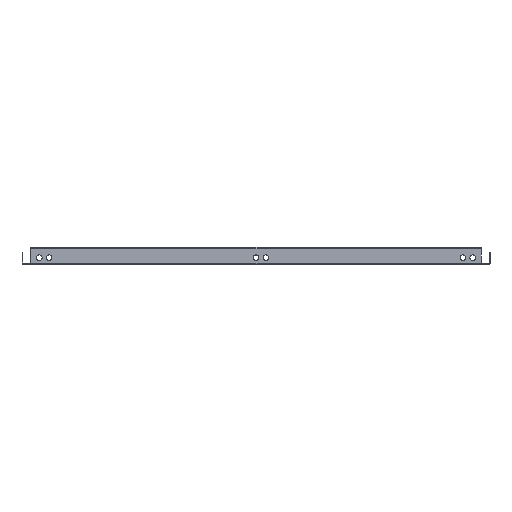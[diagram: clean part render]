
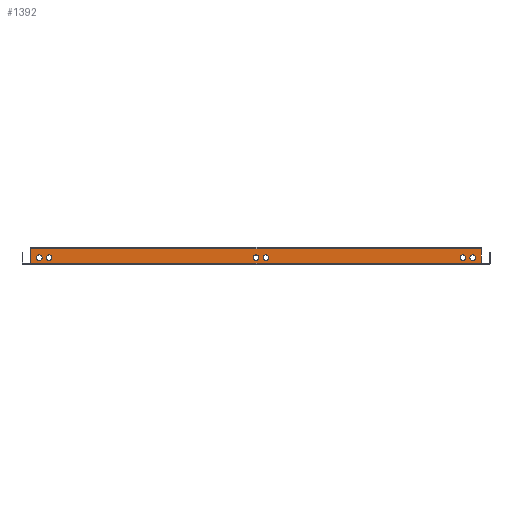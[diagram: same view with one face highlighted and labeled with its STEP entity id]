
A CAD part, left-side view. The second image highlights one B-rep face of the part: STEP entity #1392.
In plain terms, the highlighted planar face has unit normal (-1, 0, 0).
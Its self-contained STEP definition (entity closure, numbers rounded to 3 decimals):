
#31 = VERTEX_POINT ( 'NONE', #634 ) ;
#67 = ORIENTED_EDGE ( 'NONE', *, *, #1162, .T. ) ;
#77 = DIRECTION ( 'NONE',  ( 0., 0., 1. ) ) ;
#108 = CIRCLE ( 'NONE', #5008, 3.45 ) ;
#114 = DIRECTION ( 'NONE',  ( 1., 0., 0. ) ) ;
#184 = ORIENTED_EDGE ( 'NONE', *, *, #3564, .T. ) ;
#209 = AXIS2_PLACEMENT_3D ( 'NONE', #1741, #464, #2964 ) ;
#251 = VERTEX_POINT ( 'NONE', #4159 ) ;
#252 = EDGE_CURVE ( 'NONE', #251, #5089, #5457, .T. ) ;
#282 = DIRECTION ( 'NONE',  ( 0., 0., -1. ) ) ;
#290 = CARTESIAN_POINT ( 'NONE',  ( -253.2, -12.5, 11.25 ) ) ;
#316 = CARTESIAN_POINT ( 'NONE',  ( -253.2, 0., 7.8 ) ) ;
#317 = VERTEX_POINT ( 'NONE', #4433 ) ;
#363 = DIRECTION ( 'NONE',  ( 1., 0., 0. ) ) ;
#393 = AXIS2_PLACEMENT_3D ( 'NONE', #791, #1346, #77 ) ;
#411 = DIRECTION ( 'NONE',  ( 1., 0., 0. ) ) ;
#424 = CIRCLE ( 'NONE', #1331, 3.45 ) ;
#462 = CARTESIAN_POINT ( 'NONE',  ( -253.2, -12.5, 7.8 ) ) ;
#464 = DIRECTION ( 'NONE',  ( 1., 0., 0. ) ) ;
#566 = EDGE_CURVE ( 'NONE', #317, #6456, #1177, .T. ) ;
#592 = AXIS2_PLACEMENT_3D ( 'NONE', #1316, #4975, #5583 ) ;
#634 = CARTESIAN_POINT ( 'NONE',  ( -253.2, -285.8, 18.8 ) ) ;
#637 = EDGE_CURVE ( 'NONE', #7741, #5109, #1087, .T. ) ;
#691 = CIRCLE ( 'NONE', #3695, 3.45 ) ;
#696 = DIRECTION ( 'NONE',  ( 0., 0., -1. ) ) ;
#791 = CARTESIAN_POINT ( 'NONE',  ( -253.2, 0., 0. ) ) ;
#838 = CARTESIAN_POINT ( 'NONE',  ( -253.2, 275., 4.35 ) ) ;
#876 = VECTOR ( 'NONE', #1691, 1000. ) ;
#945 = DIRECTION ( 'NONE',  ( 0., 0., -1. ) ) ;
#966 = VERTEX_POINT ( 'NONE', #4998 ) ;
#986 = EDGE_CURVE ( 'NONE', #7523, #2533, #4096, .T. ) ;
#1002 = DIRECTION ( 'NONE',  ( 1., 0., 0. ) ) ;
#1013 = DIRECTION ( 'NONE',  ( 0., 0., 1. ) ) ;
#1054 = EDGE_CURVE ( 'NONE', #5920, #3853, #108, .T. ) ;
#1087 = LINE ( 'NONE', #6831, #7345 ) ;
#1162 = EDGE_CURVE ( 'NONE', #5109, #5192, #6558, .T. ) ;
#1177 = CIRCLE ( 'NONE', #2073, 3.45 ) ;
#1224 = ORIENTED_EDGE ( 'NONE', *, *, #1642, .T. ) ;
#1267 = CIRCLE ( 'NONE', #3773, 3.45 ) ;
#1303 = EDGE_CURVE ( 'NONE', #5802, #1911, #4761, .T. ) ;
#1316 = CARTESIAN_POINT ( 'NONE',  ( -253.2, -12.5, 7.8 ) ) ;
#1331 = AXIS2_PLACEMENT_3D ( 'NONE', #316, #1002, #3450 ) ;
#1346 = DIRECTION ( 'NONE',  ( -1., 0., 0. ) ) ;
#1392 = ADVANCED_FACE ( 'NONE', ( #3065, #4572, #1828, #1445, #4851, #7691, #5898 ), #2515, .T. ) ;
#1445 = FACE_BOUND ( 'NONE', #4248, .T. ) ;
#1450 = DIRECTION ( 'NONE',  ( 1., 0., 0. ) ) ;
#1492 = LINE ( 'NONE', #3520, #6504 ) ;
#1494 = ORIENTED_EDGE ( 'NONE', *, *, #5310, .T. ) ;
#1563 = CARTESIAN_POINT ( 'NONE',  ( -253.2, -275., 7.8 ) ) ;
#1586 = EDGE_LOOP ( 'NONE', ( #184, #4613 ) ) ;
#1642 = EDGE_CURVE ( 'NONE', #966, #5384, #5990, .T. ) ;
#1691 = DIRECTION ( 'NONE',  ( 0., -1., 0. ) ) ;
#1741 = CARTESIAN_POINT ( 'NONE',  ( -253.2, 262.5, 7.8 ) ) ;
#1750 = CARTESIAN_POINT ( 'NONE',  ( -253.2, -275., 11.25 ) ) ;
#1776 = DIRECTION ( 'NONE',  ( 1., 0., 0. ) ) ;
#1828 = FACE_BOUND ( 'NONE', #3677, .T. ) ;
#1911 = VERTEX_POINT ( 'NONE', #3724 ) ;
#2026 = CARTESIAN_POINT ( 'NONE',  ( -253.2, 285.8, 1. ) ) ;
#2073 = AXIS2_PLACEMENT_3D ( 'NONE', #5286, #5202, #6490 ) ;
#2250 = CARTESIAN_POINT ( 'NONE',  ( -253.2, 0., 1. ) ) ;
#2336 = CARTESIAN_POINT ( 'NONE',  ( -253.2, -285.8, 0. ) ) ;
#2347 = AXIS2_PLACEMENT_3D ( 'NONE', #4934, #114, #4353 ) ;
#2515 = PLANE ( 'NONE',  #393 ) ;
#2533 = VERTEX_POINT ( 'NONE', #7307 ) ;
#2725 = ORIENTED_EDGE ( 'NONE', *, *, #5943, .T. ) ;
#2746 = CARTESIAN_POINT ( 'NONE',  ( -253.2, 0., 4.35 ) ) ;
#2822 = CARTESIAN_POINT ( 'NONE',  ( -253.2, 275., 7.8 ) ) ;
#2883 = CARTESIAN_POINT ( 'NONE',  ( -253.2, 275., 11.25 ) ) ;
#2964 = DIRECTION ( 'NONE',  ( 0., 0., -1. ) ) ;
#3065 = FACE_BOUND ( 'NONE', #4704, .T. ) ;
#3081 = CIRCLE ( 'NONE', #4733, 3.45 ) ;
#3123 = DIRECTION ( 'NONE',  ( 1., 0., 0. ) ) ;
#3232 = ORIENTED_EDGE ( 'NONE', *, *, #252, .T. ) ;
#3413 = DIRECTION ( 'NONE',  ( 0., 0., -1. ) ) ;
#3448 = ORIENTED_EDGE ( 'NONE', *, *, #566, .T. ) ;
#3450 = DIRECTION ( 'NONE',  ( 0., 0., -1. ) ) ;
#3520 = CARTESIAN_POINT ( 'NONE',  ( -253.2, 0., 18.8 ) ) ;
#3558 = CARTESIAN_POINT ( 'NONE',  ( -253.2, 262.5, 11.25 ) ) ;
#3564 = EDGE_CURVE ( 'NONE', #2533, #7523, #7832, .T. ) ;
#3578 = ORIENTED_EDGE ( 'NONE', *, *, #1054, .T. ) ;
#3677 = EDGE_LOOP ( 'NONE', ( #6259, #3578 ) ) ;
#3695 = AXIS2_PLACEMENT_3D ( 'NONE', #462, #4622, #4597 ) ;
#3724 = CARTESIAN_POINT ( 'NONE',  ( -253.2, 0., 11.25 ) ) ;
#3773 = AXIS2_PLACEMENT_3D ( 'NONE', #5179, #1450, #282 ) ;
#3782 = DIRECTION ( 'NONE',  ( 0., 0., -1. ) ) ;
#3853 = VERTEX_POINT ( 'NONE', #838 ) ;
#3921 = ORIENTED_EDGE ( 'NONE', *, *, #5864, .T. ) ;
#3950 = CIRCLE ( 'NONE', #2347, 3.45 ) ;
#4000 = EDGE_LOOP ( 'NONE', ( #7375, #67, #6747, #5962 ) ) ;
#4096 = CIRCLE ( 'NONE', #5928, 3.45 ) ;
#4159 = CARTESIAN_POINT ( 'NONE',  ( -253.2, -12.5, 4.35 ) ) ;
#4176 = EDGE_CURVE ( 'NONE', #31, #7741, #1492, .T. ) ;
#4248 = EDGE_LOOP ( 'NONE', ( #5530, #3448 ) ) ;
#4353 = DIRECTION ( 'NONE',  ( 0., 0., -1. ) ) ;
#4358 = EDGE_LOOP ( 'NONE', ( #1224, #3921 ) ) ;
#4368 = ORIENTED_EDGE ( 'NONE', *, *, #1303, .T. ) ;
#4405 = EDGE_CURVE ( 'NONE', #3853, #5920, #3950, .T. ) ;
#4433 = CARTESIAN_POINT ( 'NONE',  ( -253.2, -262.5, 11.25 ) ) ;
#4572 = FACE_BOUND ( 'NONE', #4920, .T. ) ;
#4597 = DIRECTION ( 'NONE',  ( 0., 0., -1. ) ) ;
#4613 = ORIENTED_EDGE ( 'NONE', *, *, #986, .T. ) ;
#4622 = DIRECTION ( 'NONE',  ( 1., 0., 0. ) ) ;
#4645 = DIRECTION ( 'NONE',  ( 0., 0., -1. ) ) ;
#4704 = EDGE_LOOP ( 'NONE', ( #4368, #1494 ) ) ;
#4707 = AXIS2_PLACEMENT_3D ( 'NONE', #7269, #1776, #6661 ) ;
#4733 = AXIS2_PLACEMENT_3D ( 'NONE', #5209, #6495, #4645 ) ;
#4761 = CIRCLE ( 'NONE', #4707, 3.45 ) ;
#4787 = EDGE_CURVE ( 'NONE', #5192, #31, #6969, .T. ) ;
#4789 = VECTOR ( 'NONE', #1013, 1000. ) ;
#4851 = FACE_BOUND ( 'NONE', #1586, .T. ) ;
#4894 = CARTESIAN_POINT ( 'NONE',  ( -253.2, 285.8, 18.8 ) ) ;
#4920 = EDGE_LOOP ( 'NONE', ( #3232, #2725 ) ) ;
#4934 = CARTESIAN_POINT ( 'NONE',  ( -253.2, 275., 7.8 ) ) ;
#4975 = DIRECTION ( 'NONE',  ( 1., 0., 0. ) ) ;
#4998 = CARTESIAN_POINT ( 'NONE',  ( -253.2, -275., 4.35 ) ) ;
#5008 = AXIS2_PLACEMENT_3D ( 'NONE', #2822, #411, #3413 ) ;
#5089 = VERTEX_POINT ( 'NONE', #290 ) ;
#5109 = VERTEX_POINT ( 'NONE', #2026 ) ;
#5179 = CARTESIAN_POINT ( 'NONE',  ( -253.2, -262.5, 7.8 ) ) ;
#5192 = VERTEX_POINT ( 'NONE', #5676 ) ;
#5202 = DIRECTION ( 'NONE',  ( 1., 0., 0. ) ) ;
#5209 = CARTESIAN_POINT ( 'NONE',  ( -253.2, -275., 7.8 ) ) ;
#5286 = CARTESIAN_POINT ( 'NONE',  ( -253.2, -262.5, 7.8 ) ) ;
#5310 = EDGE_CURVE ( 'NONE', #1911, #5802, #424, .T. ) ;
#5384 = VERTEX_POINT ( 'NONE', #1750 ) ;
#5457 = CIRCLE ( 'NONE', #592, 3.45 ) ;
#5530 = ORIENTED_EDGE ( 'NONE', *, *, #5757, .T. ) ;
#5583 = DIRECTION ( 'NONE',  ( 0., 0., -1. ) ) ;
#5676 = CARTESIAN_POINT ( 'NONE',  ( -253.2, -285.8, 1. ) ) ;
#5757 = EDGE_CURVE ( 'NONE', #6456, #317, #1267, .T. ) ;
#5802 = VERTEX_POINT ( 'NONE', #2746 ) ;
#5829 = DIRECTION ( 'NONE',  ( 0., 1., 0. ) ) ;
#5864 = EDGE_CURVE ( 'NONE', #5384, #966, #3081, .T. ) ;
#5898 = FACE_OUTER_BOUND ( 'NONE', #4000, .T. ) ;
#5920 = VERTEX_POINT ( 'NONE', #2883 ) ;
#5928 = AXIS2_PLACEMENT_3D ( 'NONE', #6791, #3123, #3782 ) ;
#5943 = EDGE_CURVE ( 'NONE', #5089, #251, #691, .T. ) ;
#5962 = ORIENTED_EDGE ( 'NONE', *, *, #4176, .T. ) ;
#5990 = CIRCLE ( 'NONE', #7144, 3.45 ) ;
#6259 = ORIENTED_EDGE ( 'NONE', *, *, #4405, .T. ) ;
#6456 = VERTEX_POINT ( 'NONE', #6517 ) ;
#6490 = DIRECTION ( 'NONE',  ( 0., 0., -1. ) ) ;
#6495 = DIRECTION ( 'NONE',  ( 1., 0., 0. ) ) ;
#6504 = VECTOR ( 'NONE', #5829, 1000. ) ;
#6517 = CARTESIAN_POINT ( 'NONE',  ( -253.2, -262.5, 4.35 ) ) ;
#6558 = LINE ( 'NONE', #2250, #876 ) ;
#6661 = DIRECTION ( 'NONE',  ( 0., 0., -1. ) ) ;
#6747 = ORIENTED_EDGE ( 'NONE', *, *, #4787, .T. ) ;
#6791 = CARTESIAN_POINT ( 'NONE',  ( -253.2, 262.5, 7.8 ) ) ;
#6831 = CARTESIAN_POINT ( 'NONE',  ( -253.2, 285.8, 0. ) ) ;
#6969 = LINE ( 'NONE', #2336, #4789 ) ;
#7144 = AXIS2_PLACEMENT_3D ( 'NONE', #1563, #363, #945 ) ;
#7269 = CARTESIAN_POINT ( 'NONE',  ( -253.2, 0., 7.8 ) ) ;
#7307 = CARTESIAN_POINT ( 'NONE',  ( -253.2, 262.5, 4.35 ) ) ;
#7345 = VECTOR ( 'NONE', #696, 1000. ) ;
#7375 = ORIENTED_EDGE ( 'NONE', *, *, #637, .T. ) ;
#7523 = VERTEX_POINT ( 'NONE', #3558 ) ;
#7691 = FACE_BOUND ( 'NONE', #4358, .T. ) ;
#7741 = VERTEX_POINT ( 'NONE', #4894 ) ;
#7832 = CIRCLE ( 'NONE', #209, 3.45 ) ;
